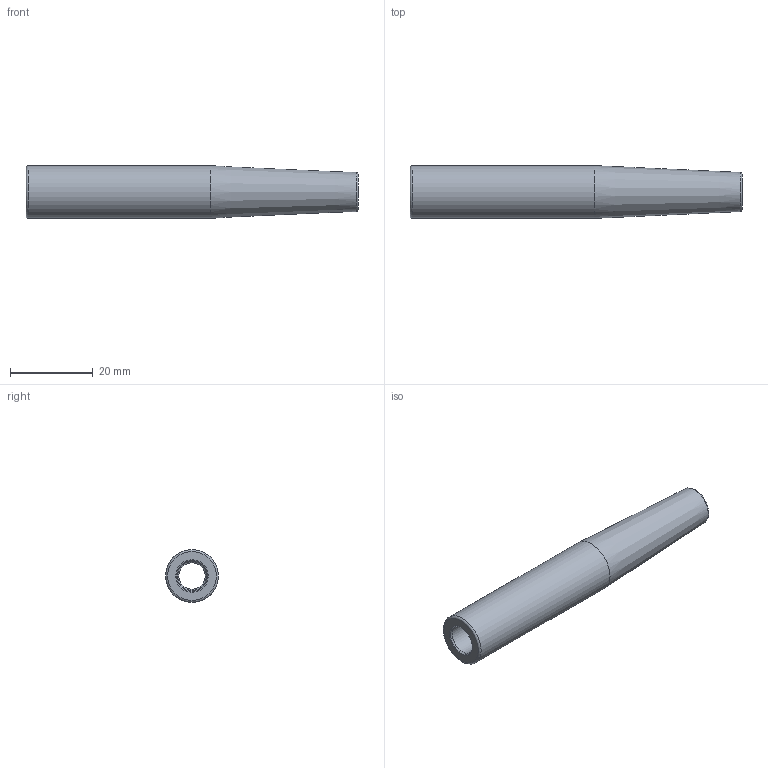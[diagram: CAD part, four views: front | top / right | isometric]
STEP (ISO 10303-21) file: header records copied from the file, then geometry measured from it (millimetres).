
FILE_DESCRIPTION(/* description */ (''),/* implementation_level */ '2;1');
FILE_NAME(/* name */ 'S050-SN025-0315.stp',/* time_stamp */ '2018-12-20T15:47:22-06:00',/* author */ ('Lee'),/* organization */ ('Pioneer N.A.'),/* preprocessor_version */ 'ST-DEVELOPER v17',/* originating_system */ 'Autodesk Inventor LT',/* authorisation */ '');
FILE_SCHEMA (('AUTOMOTIVE_DESIGN { 1 0 10303 214 3 1 1 }'));
Length unit declared in the file: millimetre
Products named in the file (1): S050-SN025-0315
Bounding box: 80 x 12.7 x 12.7 mm (x, y, z)
Volume: 6129.6 mm3; surface area: 4828.8 mm2
Topology: 1 solids, 1 shells, 13 faces, 41 edges, 30 vertices
Faces by surface type: cone 4, torus 4, cylinder 3, plane 2
Full cylindrical faces by diameter (mm): 6.35 x1, 7 x1, 12.7 x1
Entity records: 536 total; most frequent: DIRECTION 103, CARTESIAN_POINT 85, ORIENTED_EDGE 82, AXIS2_PLACEMENT_3D 48, EDGE_CURVE 41, CIRCLE 34, VERTEX_POINT 30, EDGE_LOOP 15
